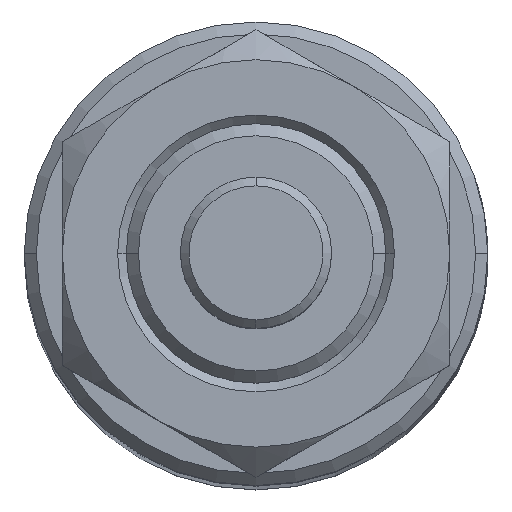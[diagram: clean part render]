
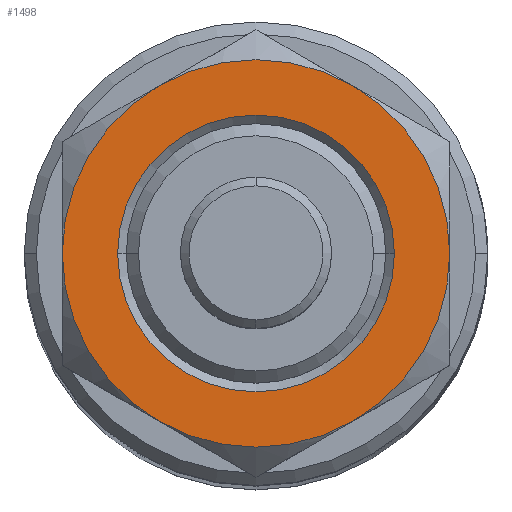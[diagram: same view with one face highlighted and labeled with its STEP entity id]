
A CAD part, top view. The second image highlights one B-rep face of the part: STEP entity #1498.
In plain terms, the highlighted planar face has unit normal (0, 0, 1).
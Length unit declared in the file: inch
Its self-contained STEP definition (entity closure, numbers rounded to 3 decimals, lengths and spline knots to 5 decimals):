
#17 = EDGE_CURVE ( 'NONE', #2927, #1889, #2480, .T. ) ;
#69 = CARTESIAN_POINT ( 'NONE',  ( 0.56, 0.96995, 0.21 ) ) ;
#73 = CARTESIAN_POINT ( 'NONE',  ( -0.4, 0., 0.21 ) ) ;
#91 = CARTESIAN_POINT ( 'NONE',  ( 0., 0., 0.21 ) ) ;
#117 = CARTESIAN_POINT ( 'NONE',  ( 0.28, 0.48497, 0.21 ) ) ;
#228 = CIRCLE ( 'NONE', #1661, 0.4 ) ;
#276 = ORIENTED_EDGE ( 'NONE', *, *, #2268, .T. ) ;
#302 = VERTEX_POINT ( 'NONE', #926 ) ;
#357 = DIRECTION ( 'NONE',  ( -1., 0., 0. ) ) ;
#368 = AXIS2_PLACEMENT_3D ( 'NONE', #577, #2532, #858 ) ;
#376 = DIRECTION ( 'NONE',  ( -1., 0., 0. ) ) ;
#481 = CARTESIAN_POINT ( 'NONE',  ( 0., 0., 0.21 ) ) ;
#495 = CIRCLE ( 'NONE', #368, 0.56 ) ;
#528 = DIRECTION ( 'NONE',  ( 0., 0., -1. ) ) ;
#543 = EDGE_LOOP ( 'NONE', ( #2723, #604 ) ) ;
#545 = ORIENTED_EDGE ( 'NONE', *, *, #892, .F. ) ;
#558 = VERTEX_POINT ( 'NONE', #1178 ) ;
#577 = CARTESIAN_POINT ( 'NONE',  ( 0., 0., 0.21 ) ) ;
#604 = ORIENTED_EDGE ( 'NONE', *, *, #2325, .T. ) ;
#638 = CARTESIAN_POINT ( 'NONE',  ( 0.4, 0., 0.21 ) ) ;
#725 = AXIS2_PLACEMENT_3D ( 'NONE', #944, #2897, #1238 ) ;
#754 = DIRECTION ( 'NONE',  ( -1., 0., 0. ) ) ;
#858 = DIRECTION ( 'NONE',  ( -1., 0., 0. ) ) ;
#888 = CARTESIAN_POINT ( 'NONE',  ( 0., 0., 0.21 ) ) ;
#892 = EDGE_CURVE ( 'NONE', #558, #3099, #3082, .T. ) ;
#926 = CARTESIAN_POINT ( 'NONE',  ( -0.28, -0.48497, 0.21 ) ) ;
#944 = CARTESIAN_POINT ( 'NONE',  ( 0., 0., 0.21 ) ) ;
#958 = AXIS2_PLACEMENT_3D ( 'NONE', #481, #2429, #754 ) ;
#1153 = CIRCLE ( 'NONE', #1300, 0.56 ) ;
#1171 = DIRECTION ( 'NONE',  ( 1., 0., 0. ) ) ;
#1177 = VERTEX_POINT ( 'NONE', #638 ) ;
#1178 = CARTESIAN_POINT ( 'NONE',  ( -0.28, 0.48497, 0.21 ) ) ;
#1233 = EDGE_CURVE ( 'NONE', #1889, #302, #3133, .T. ) ;
#1238 = DIRECTION ( 'NONE',  ( -1., 0., 0. ) ) ;
#1252 = CARTESIAN_POINT ( 'NONE',  ( 0., 0., 0.21 ) ) ;
#1267 = VERTEX_POINT ( 'NONE', #1511 ) ;
#1300 = AXIS2_PLACEMENT_3D ( 'NONE', #888, #2842, #1171 ) ;
#1303 = ORIENTED_EDGE ( 'NONE', *, *, #3516, .F. ) ;
#1400 = AXIS2_PLACEMENT_3D ( 'NONE', #69, #2016, #357 ) ;
#1456 = DIRECTION ( 'NONE',  ( 0., 0., -1. ) ) ;
#1498 = ADVANCED_FACE ( 'NONE', ( #2734, #2667 ), #3127, .F. ) ;
#1511 = CARTESIAN_POINT ( 'NONE',  ( -0.56, 0., 0.21 ) ) ;
#1526 = ORIENTED_EDGE ( 'NONE', *, *, #17, .F. ) ;
#1530 = DIRECTION ( 'NONE',  ( -1., 0., 0. ) ) ;
#1577 = ORIENTED_EDGE ( 'NONE', *, *, #1233, .F. ) ;
#1612 = ORIENTED_EDGE ( 'NONE', *, *, #2209, .F. ) ;
#1661 = AXIS2_PLACEMENT_3D ( 'NONE', #91, #2041, #376 ) ;
#1697 = EDGE_CURVE ( 'NONE', #1177, #3614, #2987, .T. ) ;
#1889 = VERTEX_POINT ( 'NONE', #2389 ) ;
#1938 = AXIS2_PLACEMENT_3D ( 'NONE', #3114, #1456, #3412 ) ;
#2016 = DIRECTION ( 'NONE',  ( 0., 0., -1. ) ) ;
#2041 = DIRECTION ( 'NONE',  ( 0., 0., -1. ) ) ;
#2196 = CARTESIAN_POINT ( 'NONE',  ( 0., 0., 0.21 ) ) ;
#2209 = EDGE_CURVE ( 'NONE', #302, #1267, #495, .T. ) ;
#2268 = EDGE_CURVE ( 'NONE', #2927, #3099, #1153, .T. ) ;
#2325 = EDGE_CURVE ( 'NONE', #3614, #1177, #228, .T. ) ;
#2389 = CARTESIAN_POINT ( 'NONE',  ( 0.28, -0.48497, 0.21 ) ) ;
#2429 = DIRECTION ( 'NONE',  ( 0., 0., -1. ) ) ;
#2480 = CIRCLE ( 'NONE', #2941, 0.56 ) ;
#2488 = DIRECTION ( 'NONE',  ( -1., 0., 0. ) ) ;
#2532 = DIRECTION ( 'NONE',  ( 0., 0., -1. ) ) ;
#2667 = FACE_OUTER_BOUND ( 'NONE', #3122, .T. ) ;
#2723 = ORIENTED_EDGE ( 'NONE', *, *, #1697, .T. ) ;
#2734 = FACE_BOUND ( 'NONE', #543, .T. ) ;
#2842 = DIRECTION ( 'NONE',  ( 0., 0., 1. ) ) ;
#2897 = DIRECTION ( 'NONE',  ( 0., 0., -1. ) ) ;
#2927 = VERTEX_POINT ( 'NONE', #3515 ) ;
#2941 = AXIS2_PLACEMENT_3D ( 'NONE', #2196, #528, #2488 ) ;
#2987 = CIRCLE ( 'NONE', #958, 0.4 ) ;
#3082 = CIRCLE ( 'NONE', #3248, 0.56 ) ;
#3099 = VERTEX_POINT ( 'NONE', #117 ) ;
#3114 = CARTESIAN_POINT ( 'NONE',  ( 0., 0., 0.21 ) ) ;
#3122 = EDGE_LOOP ( 'NONE', ( #1303, #1612, #1577, #1526, #276, #545 ) ) ;
#3127 = PLANE ( 'NONE',  #1400 ) ;
#3133 = CIRCLE ( 'NONE', #725, 0.56 ) ;
#3203 = DIRECTION ( 'NONE',  ( 0., 0., -1. ) ) ;
#3248 = AXIS2_PLACEMENT_3D ( 'NONE', #1252, #3203, #1530 ) ;
#3256 = CIRCLE ( 'NONE', #1938, 0.56 ) ;
#3412 = DIRECTION ( 'NONE',  ( -1., 0., 0. ) ) ;
#3515 = CARTESIAN_POINT ( 'NONE',  ( 0.56, 0., 0.21 ) ) ;
#3516 = EDGE_CURVE ( 'NONE', #1267, #558, #3256, .T. ) ;
#3614 = VERTEX_POINT ( 'NONE', #73 ) ;
